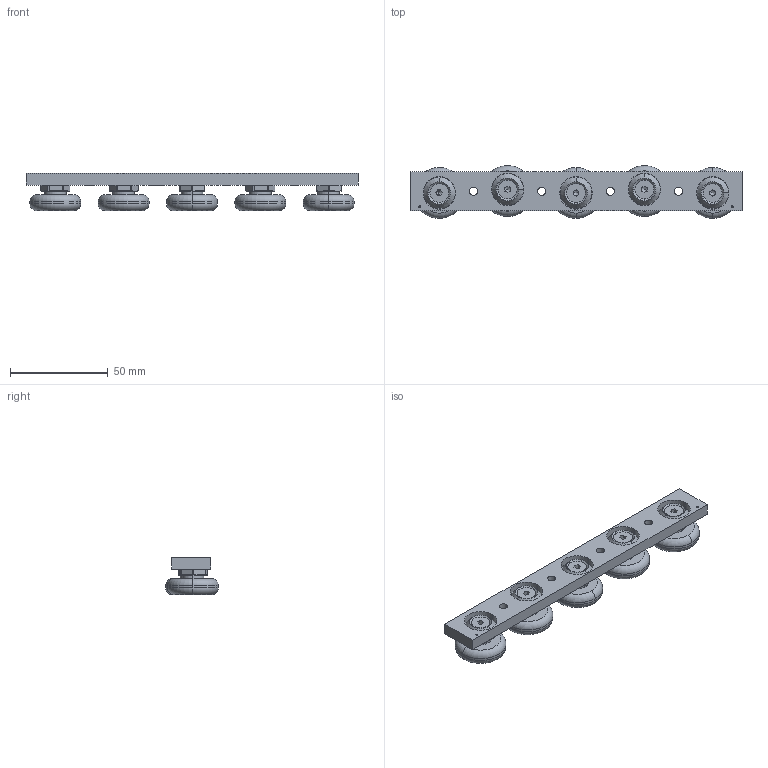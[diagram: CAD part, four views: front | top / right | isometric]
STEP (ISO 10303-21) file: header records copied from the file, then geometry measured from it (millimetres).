
FILE_DESCRIPTION (( 'STEP AP214' ), '1' );
FILE_NAME ('RLE33-5-2RS neu.STEP', '2020-04-20T06:12:53', ( '' ), ( '' ), 'SwSTEP 2.0', 'SolidWorks 2019', '' );
FILE_SCHEMA (( 'AUTOMOTIVE_DESIGN' ));
Length unit declared in the file: millimetre
Products named in the file (7): RLE33-5-2RS.STEP; 11682_01.STEP; DIN 7991 - M5 x 12 (schwarz01)_DIN 7991 - M5 x 12 --- 12C_phosphatiert.STEP; 11686_01.STEP; RLE33-5-2RS neu; 32426.STEP; 32425.STEP
Assembly tree (17 placements, depth 3):
  RLE33-5-2RS neu
    RLE33-5-2RS.STEP
      11682_01.STEP
      32425.STEP  x3
      32426.STEP  x2
      11686_01.STEP  x5
      DIN 7991 - M5 x 12 (schwarz01)_DIN 7991 - M5 x 12 --- 12C_phosphatiert.STEP  x5
Bounding box: 170 x 27 x 19 mm (x, y, z)
Volume: 40641.5 mm3; surface area: 23870.6 mm2
Topology: 16 solids, 16 shells, 502 faces, 1036 edges, 574 vertices
Faces by surface type: plane 296, cylinder 102, cone 74, torus 30
Entity records: 5680 total; most frequent: DIRECTION 980, CARTESIAN_POINT 851, ORIENTED_EDGE 804, EDGE_CURVE 402, AXIS2_PLACEMENT_3D 362, VECTOR 256, LINE 256, VERTEX_POINT 233
